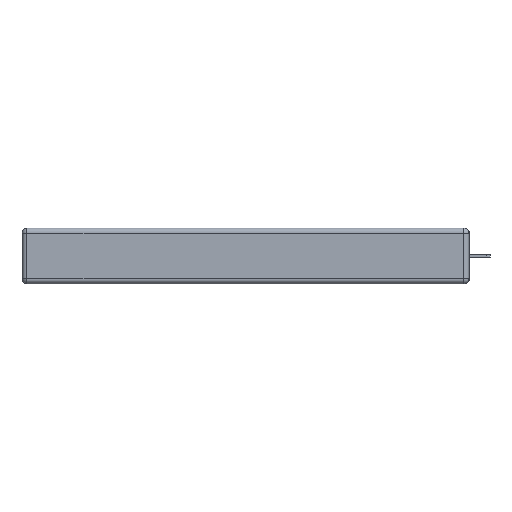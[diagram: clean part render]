
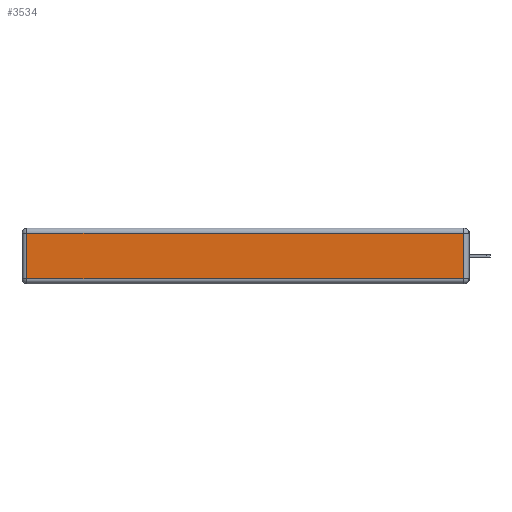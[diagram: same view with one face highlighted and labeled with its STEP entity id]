
A CAD part, left-side view. The second image highlights one B-rep face of the part: STEP entity #3534.
In plain terms, the highlighted planar face has unit normal (-1, 0, 0).
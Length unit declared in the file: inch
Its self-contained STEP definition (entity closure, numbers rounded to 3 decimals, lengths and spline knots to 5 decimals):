
#9 = ORIENTED_EDGE ( 'NONE', *, *, #1776, .T. ) ;
#431 = CARTESIAN_POINT ( 'NONE',  ( 0., 2.72, -0.03 ) ) ;
#495 = VECTOR ( 'NONE', #9747, 39.37008 ) ;
#585 = DIRECTION ( 'NONE',  ( 0., -1., 0. ) ) ;
#643 = PLANE ( 'NONE',  #10809 ) ;
#1232 = ORIENTED_EDGE ( 'NONE', *, *, #7399, .T. ) ;
#1696 = VECTOR ( 'NONE', #2361, 39.37008 ) ;
#1776 = EDGE_CURVE ( 'NONE', #7027, #2638, #3350, .T. ) ;
#2361 = DIRECTION ( 'NONE',  ( 0., 0., 1. ) ) ;
#2608 = DIRECTION ( 'NONE',  ( 0., 0., -1. ) ) ;
#2638 = VERTEX_POINT ( 'NONE', #10985 ) ;
#2922 = VECTOR ( 'NONE', #2608, 39.37008 ) ;
#3350 = LINE ( 'NONE', #6555, #11175 ) ;
#3472 = ORIENTED_EDGE ( 'NONE', *, *, #9736, .T. ) ;
#3534 = ADVANCED_FACE ( 'NONE', ( #6478 ), #643, .T. ) ;
#3558 = EDGE_CURVE ( 'NONE', #12983, #10746, #9463, .T. ) ;
#3608 = CARTESIAN_POINT ( 'NONE',  ( 0., 2.75, -0.03 ) ) ;
#4352 = CARTESIAN_POINT ( 'NONE',  ( 0., 2.72, -0.313 ) ) ;
#6478 = FACE_OUTER_BOUND ( 'NONE', #10108, .T. ) ;
#6555 = CARTESIAN_POINT ( 'NONE',  ( 0., 0., -0.313 ) ) ;
#6742 = DIRECTION ( 'NONE',  ( 0., 0., 1. ) ) ;
#6944 = CARTESIAN_POINT ( 'NONE',  ( 0., 0.03, -0.03 ) ) ;
#7027 = VERTEX_POINT ( 'NONE', #4352 ) ;
#7199 = CARTESIAN_POINT ( 'NONE',  ( 0., 0.03, -0.343 ) ) ;
#7399 = EDGE_CURVE ( 'NONE', #2638, #12983, #10435, .T. ) ;
#8640 = CARTESIAN_POINT ( 'NONE',  ( 0., 0., -0.343 ) ) ;
#9463 = LINE ( 'NONE', #3608, #495 ) ;
#9517 = ORIENTED_EDGE ( 'NONE', *, *, #3558, .T. ) ;
#9736 = EDGE_CURVE ( 'NONE', #10746, #7027, #11243, .T. ) ;
#9747 = DIRECTION ( 'NONE',  ( 0., 1., 0. ) ) ;
#10108 = EDGE_LOOP ( 'NONE', ( #9, #1232, #9517, #3472 ) ) ;
#10435 = LINE ( 'NONE', #7199, #1696 ) ;
#10746 = VERTEX_POINT ( 'NONE', #431 ) ;
#10809 = AXIS2_PLACEMENT_3D ( 'NONE', #8640, #12601, #6742 ) ;
#10985 = CARTESIAN_POINT ( 'NONE',  ( 0., 0.03, -0.313 ) ) ;
#11175 = VECTOR ( 'NONE', #585, 39.37008 ) ;
#11243 = LINE ( 'NONE', #11788, #2922 ) ;
#11788 = CARTESIAN_POINT ( 'NONE',  ( 0., 2.72, -0.343 ) ) ;
#12601 = DIRECTION ( 'NONE',  ( -1., 0., 0. ) ) ;
#12983 = VERTEX_POINT ( 'NONE', #6944 ) ;
